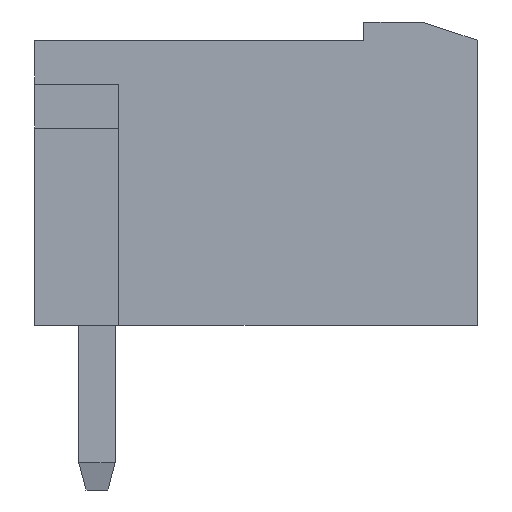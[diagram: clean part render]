
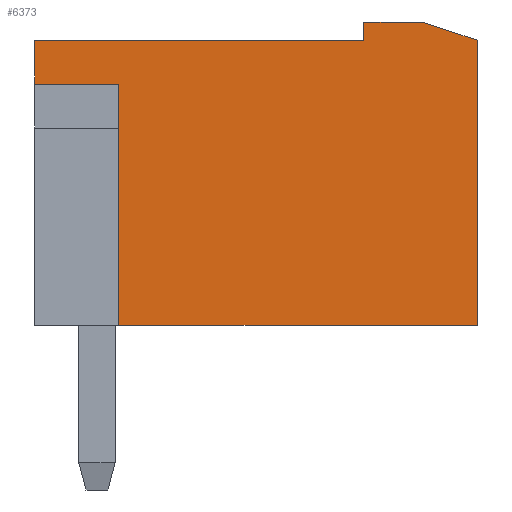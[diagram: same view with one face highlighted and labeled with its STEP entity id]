
A CAD part, left-side view. The second image highlights one B-rep face of the part: STEP entity #6373.
In plain terms, the highlighted planar face has unit normal (-1, 0, 0).
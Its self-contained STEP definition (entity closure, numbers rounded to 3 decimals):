
#372=FACE_OUTER_BOUND('',#748,.T.);
#748=EDGE_LOOP('',(#5163,#5164,#5165,#5166,#5167,#5168,#5169,#5170,#5171));
#1104=LINE('',#8957,#1909);
#1154=LINE('',#9062,#1959);
#1162=LINE('',#9077,#1967);
#1332=LINE('',#9436,#2137);
#1344=LINE('',#9460,#2149);
#1459=LINE('',#9796,#2264);
#1462=LINE('',#9801,#2267);
#1476=LINE('',#9819,#2281);
#1478=LINE('',#9823,#2283);
#1909=VECTOR('',#7308,9.);
#1959=VECTOR('',#7396,1.581);
#1967=VECTOR('',#7414,7.8);
#2137=VECTOR('',#7694,6.6);
#2149=VECTOR('',#7718,2.3);
#2264=VECTOR('',#8005,0.5);
#2267=VECTOR('',#8010,1.6);
#2281=VECTOR('',#8032,1.2);
#2283=VECTOR('',#8038,9.8);
#2630=VERTEX_POINT('',#8954);
#2631=VERTEX_POINT('',#8956);
#2666=VERTEX_POINT('',#9059);
#2667=VERTEX_POINT('',#9061);
#2669=VERTEX_POINT('',#9076);
#2802=VERTEX_POINT('',#9433);
#2803=VERTEX_POINT('',#9435);
#2809=VERTEX_POINT('',#9459);
#2914=VERTEX_POINT('',#9795);
#3273=EDGE_CURVE('',#2630,#2631,#1104,.T.);
#3323=EDGE_CURVE('',#2666,#2667,#1154,.T.);
#3331=EDGE_CURVE('',#2667,#2669,#1162,.T.);
#3506=EDGE_CURVE('',#2802,#2803,#1332,.T.);
#3518=EDGE_CURVE('',#2803,#2809,#1344,.T.);
#3668=EDGE_CURVE('',#2631,#2914,#1459,.T.);
#3671=EDGE_CURVE('',#2914,#2666,#1462,.T.);
#3685=EDGE_CURVE('',#2809,#2630,#1476,.T.);
#3687=EDGE_CURVE('',#2802,#2669,#1478,.T.);
#5163=ORIENTED_EDGE('',*,*,#3273,.F.);
#5164=ORIENTED_EDGE('',*,*,#3685,.F.);
#5165=ORIENTED_EDGE('',*,*,#3518,.F.);
#5166=ORIENTED_EDGE('',*,*,#3506,.F.);
#5167=ORIENTED_EDGE('',*,*,#3687,.T.);
#5168=ORIENTED_EDGE('',*,*,#3331,.F.);
#5169=ORIENTED_EDGE('',*,*,#3323,.F.);
#5170=ORIENTED_EDGE('',*,*,#3671,.F.);
#5171=ORIENTED_EDGE('',*,*,#3668,.F.);
#5804=PLANE('',#6746);
#6373=ADVANCED_FACE('',(#372),#5804,.T.);
#6746=AXIS2_PLACEMENT_3D('',#9824,#8039,#8040);
#7308=DIRECTION('',(0.,-1.,0.));
#7396=DIRECTION('',(0.,-0.949,-0.316));
#7414=DIRECTION('',(0.,0.,-1.));
#7694=DIRECTION('',(0.,0.,1.));
#7718=DIRECTION('',(0.,1.,0.));
#8005=DIRECTION('',(0.,0.,1.));
#8010=DIRECTION('',(0.,-1.,0.));
#8032=DIRECTION('',(0.,0.,1.));
#8038=DIRECTION('',(0.,-1.,0.));
#8039=DIRECTION('center_axis',(-1.,0.,0.));
#8040=DIRECTION('ref_axis',(0.,0.,-1.));
#8954=CARTESIAN_POINT('',(-13.3,1.7,7.8));
#8956=CARTESIAN_POINT('',(-13.3,-7.3,7.8));
#8957=CARTESIAN_POINT('',(-13.3,-0.6,7.8));
#9059=CARTESIAN_POINT('',(-13.3,-8.9,8.3));
#9061=CARTESIAN_POINT('',(-13.3,-10.4,7.8));
#9062=CARTESIAN_POINT('',(-13.3,-8.428,8.458));
#9076=CARTESIAN_POINT('',(-13.3,-10.4,0.));
#9077=CARTESIAN_POINT('',(-13.3,-10.4,7.8));
#9433=CARTESIAN_POINT('',(-13.3,-0.6,0.));
#9435=CARTESIAN_POINT('',(-13.3,-0.6,6.6));
#9436=CARTESIAN_POINT('',(-13.3,-0.6,0.));
#9459=CARTESIAN_POINT('',(-13.3,1.7,6.6));
#9460=CARTESIAN_POINT('',(-13.3,-0.6,6.6));
#9795=CARTESIAN_POINT('',(-13.3,-7.3,8.3));
#9796=CARTESIAN_POINT('',(-13.3,-7.3,7.875));
#9801=CARTESIAN_POINT('',(-13.3,-7.4,8.3));
#9819=CARTESIAN_POINT('',(-13.3,1.7,6.6));
#9823=CARTESIAN_POINT('',(-13.3,-0.6,0.));
#9824=CARTESIAN_POINT('Origin',(-13.3,-0.6,7.8));
